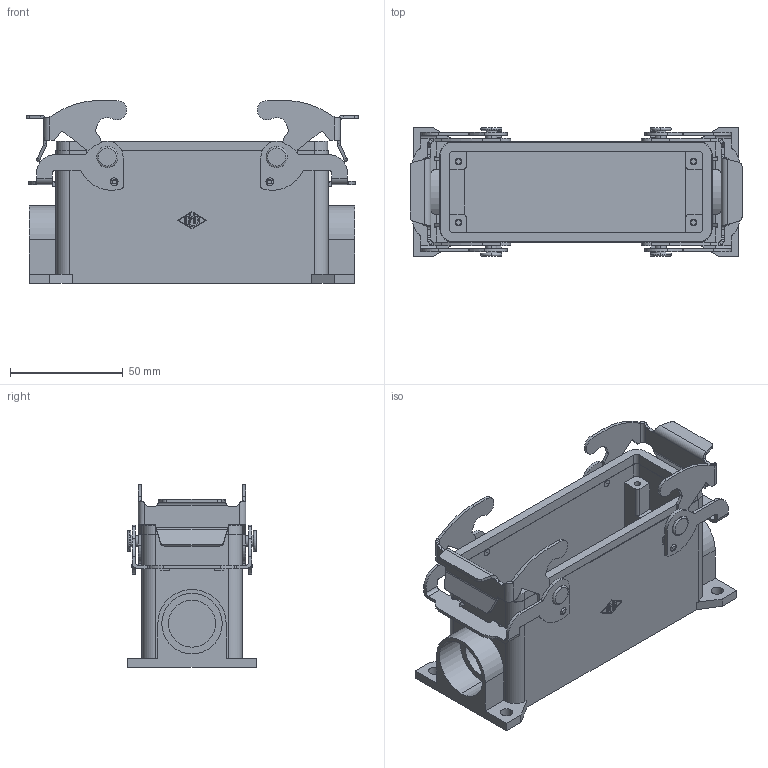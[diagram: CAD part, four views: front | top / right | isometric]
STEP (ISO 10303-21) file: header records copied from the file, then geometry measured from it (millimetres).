
FILE_DESCRIPTION(('Creo Elements/Direct Modeling STEP Export'),'2;1');
FILE_NAME('JCVP_24.stp','2014-03-27T13:26:49',(''),(''),'Creo Elements/Direct Modeling STEP processor for AP214 (Solid Model)','Creo Elements/Direct Modeling 18.0B 02-Dec-2011 (C) Parametric Technology GmbH','');
FILE_SCHEMA(('AUTOMOTIVE_DESIGN { 1 0 10303 214 1 1 1 1 }'));
Length unit declared in the file: millimetre
Products named in the file (4): p1; p2; p3; JCVP_24
Assembly tree (3 placements, depth 2):
  JCVP_24
    p3
    p2
    p1
Bounding box: 146.97 x 57 x 81 mm (x, y, z)
Volume: 129617.8 mm3; surface area: 71733.7 mm2
Topology: 3 solids, 3 shells, 613 faces, 1677 edges, 1106 vertices
Faces by surface type: plane 293, cylinder 272, bspline 28, torus 12, cone 8
Entity records: 25506 total; most frequent: CARTESIAN_POINT 9796, ORIENTED_EDGE 3338, DIRECTION 3185, EDGE_CURVE 1669, VERTEX_POINT 1106, AXIS2_PLACEMENT_3D 1073, VECTOR 1039, LINE 1039
